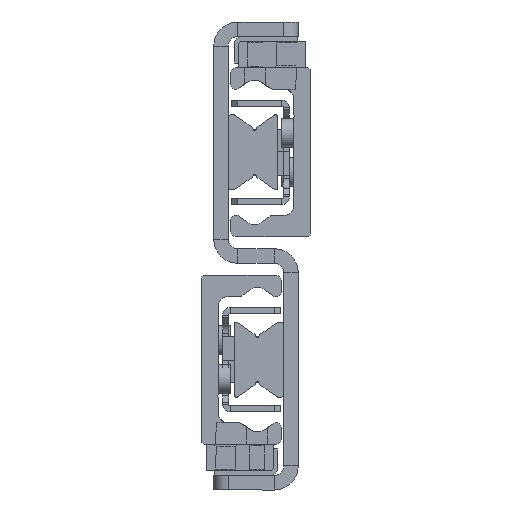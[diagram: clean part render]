
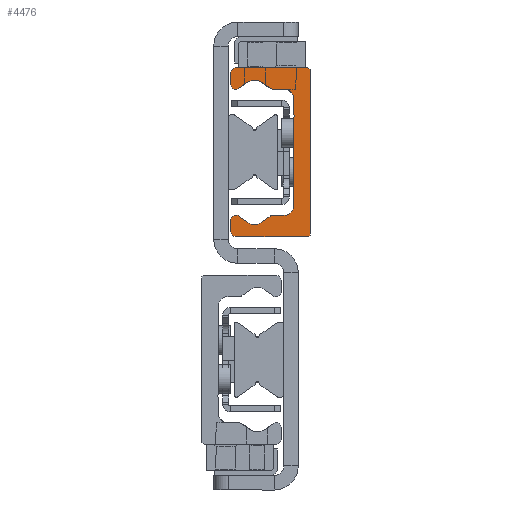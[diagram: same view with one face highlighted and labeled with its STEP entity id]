
A CAD part, left-side view. The second image highlights one B-rep face of the part: STEP entity #4476.
In plain terms, the highlighted planar face has unit normal (-1, 0, 0).
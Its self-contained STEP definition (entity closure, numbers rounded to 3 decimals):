
#3294=CARTESIAN_POINT('',(0.0,4.75,-11.1));
#3295=VERTEX_POINT('',#3294);
#3302=CARTESIAN_POINT('',(0.0,2.75,-13.1));
#3303=VERTEX_POINT('',#3302);
#3304=CARTESIAN_POINT('',(0.0,2.75,-11.1));
#3305=DIRECTION('',(-1.0,0.0,0.0));
#3306=DIRECTION('',(0.0,0.0,1.0));
#3307=AXIS2_PLACEMENT_3D('',#3304,#3305,#3306);
#3308=CIRCLE('',#3307,2.);
#3309=EDGE_CURVE('',#3295,#3303,#3308,.T.);
#3498=CARTESIAN_POINT('',(0.0,-0.14,-13.281));
#3499=VERTEX_POINT('',#3498);
#3506=CARTESIAN_POINT('',(0.0,-1.916,-14.524));
#3507=VERTEX_POINT('',#3506);
#3508=CARTESIAN_POINT('',(0.0,-0.14,-13.281));
#3509=DIRECTION('',(0.0,-0.819,-0.574));
#3510=VECTOR('',#3509,2.168);
#3511=LINE('',#3508,#3510);
#3512=EDGE_CURVE('',#3499,#3507,#3511,.T.);
#3637=CARTESIAN_POINT('',(0.0,8.25,16.85));
#3638=VERTEX_POINT('',#3637);
#3645=CARTESIAN_POINT('',(0.0,7.6,17.5));
#3646=VERTEX_POINT('',#3645);
#3647=CARTESIAN_POINT('',(0.0,7.6,16.85));
#3648=DIRECTION('',(1.0,0.0,0.0));
#3649=DIRECTION('',(0.0,1.0,0.0));
#3650=AXIS2_PLACEMENT_3D('',#3647,#3648,#3649);
#3651=CIRCLE('',#3650,0.65);
#3652=EDGE_CURVE('',#3638,#3646,#3651,.T.);
#3676=CARTESIAN_POINT('',(0.0,8.25,-16.85));
#3677=VERTEX_POINT('',#3676);
#3684=CARTESIAN_POINT('',(0.0,8.25,-16.85));
#3685=DIRECTION('',(0.0,0.0,1.0));
#3686=VECTOR('',#3685,33.7);
#3687=LINE('',#3684,#3686);
#3688=EDGE_CURVE('',#3677,#3638,#3687,.T.);
#3738=CARTESIAN_POINT('',(0.0,7.6,-17.5));
#3739=VERTEX_POINT('',#3738);
#3746=CARTESIAN_POINT('',(0.0,7.6,-16.85));
#3747=DIRECTION('',(1.0,0.0,0.0));
#3748=DIRECTION('',(0.0,0.0,-1.0));
#3749=AXIS2_PLACEMENT_3D('',#3746,#3747,#3748);
#3750=CIRCLE('',#3749,0.65);
#3751=EDGE_CURVE('',#3739,#3677,#3750,.T.);
#3770=CARTESIAN_POINT('',(0.0,-7.25,-17.5));
#3771=VERTEX_POINT('',#3770);
#3778=CARTESIAN_POINT('',(0.0,-7.25,-17.5));
#3779=DIRECTION('',(0.0,1.0,0.0));
#3780=VECTOR('',#3779,14.85);
#3781=LINE('',#3778,#3780);
#3782=EDGE_CURVE('',#3771,#3739,#3781,.T.);
#3814=CARTESIAN_POINT('',(0.0,-8.25,-16.5));
#3815=VERTEX_POINT('',#3814);
#3822=CARTESIAN_POINT('',(0.0,-7.25,-16.5));
#3823=DIRECTION('',(1.0,0.0,0.0));
#3824=DIRECTION('',(0.0,-1.0,0.0));
#3825=AXIS2_PLACEMENT_3D('',#3822,#3823,#3824);
#3826=CIRCLE('',#3825,1.);
#3827=EDGE_CURVE('',#3815,#3771,#3826,.T.);
#3846=CARTESIAN_POINT('',(0.0,-8.25,-13.98));
#3847=VERTEX_POINT('',#3846);
#3854=CARTESIAN_POINT('',(0.0,-8.25,-13.98));
#3855=DIRECTION('',(0.0,0.0,-1.0));
#3856=VECTOR('',#3855,2.52);
#3857=LINE('',#3854,#3856);
#3858=EDGE_CURVE('',#3847,#3815,#3857,.T.);
#3878=CARTESIAN_POINT('',(0.0,-6.708,-13.177));
#3879=VERTEX_POINT('',#3878);
#3886=CARTESIAN_POINT('',(0.0,-7.27,-13.98));
#3887=DIRECTION('',(1.0,0.0,0.0));
#3888=DIRECTION('',(0.0,0.574,0.819));
#3889=AXIS2_PLACEMENT_3D('',#3886,#3887,#3888);
#3890=CIRCLE('',#3889,0.98);
#3891=EDGE_CURVE('',#3879,#3847,#3890,.T.);
#3903=CARTESIAN_POINT('',(0.0,-4.784,-14.524));
#3904=VERTEX_POINT('',#3903);
#3911=CARTESIAN_POINT('',(0.0,-4.784,-14.524));
#3912=DIRECTION('',(0.0,-0.819,0.574));
#3913=VECTOR('',#3912,2.349);
#3914=LINE('',#3911,#3913);
#3915=EDGE_CURVE('',#3904,#3879,#3914,.T.);
#3937=CARTESIAN_POINT('',(0.0,-3.35,-12.477));
#3938=DIRECTION('',(-1.0,0.0,0.0));
#3939=DIRECTION('',(0.0,0.574,0.819));
#3940=AXIS2_PLACEMENT_3D('',#3937,#3938,#3939);
#3941=CIRCLE('',#3940,2.5);
#3942=EDGE_CURVE('',#3507,#3904,#3941,.T.);
#3962=CARTESIAN_POINT('',(0.0,0.433,-13.1));
#3963=VERTEX_POINT('',#3962);
#3970=CARTESIAN_POINT('',(0.0,0.433,-14.1));
#3971=DIRECTION('',(1.0,0.0,0.0));
#3972=DIRECTION('',(0.0,0.0,1.0));
#3973=AXIS2_PLACEMENT_3D('',#3970,#3971,#3972);
#3974=CIRCLE('',#3973,1.);
#3975=EDGE_CURVE('',#3963,#3499,#3974,.T.);
#3990=CARTESIAN_POINT('',(0.0,2.75,-13.1));
#3991=DIRECTION('',(0.0,-1.0,0.0));
#3992=VECTOR('',#3991,2.317);
#3993=LINE('',#3990,#3992);
#3994=EDGE_CURVE('',#3303,#3963,#3993,.T.);
#4020=CARTESIAN_POINT('',(0.0,4.75,-7.75));
#4021=VERTEX_POINT('',#4020);
#4028=CARTESIAN_POINT('',(0.0,4.75,-7.75));
#4029=DIRECTION('',(0.0,0.0,-1.0));
#4030=VECTOR('',#4029,3.35);
#4031=LINE('',#4028,#4030);
#4032=EDGE_CURVE('',#4021,#3295,#4031,.T.);
#4052=CARTESIAN_POINT('',(0.0,4.75,-7.25));
#4053=VERTEX_POINT('',#4052);
#4060=CARTESIAN_POINT('',(0.0,4.75,-7.5));
#4061=DIRECTION('',(-1.0,0.0,0.0));
#4062=DIRECTION('',(0.0,0.0,1.0));
#4063=AXIS2_PLACEMENT_3D('',#4060,#4061,#4062);
#4064=CIRCLE('',#4063,0.25);
#4065=EDGE_CURVE('',#4053,#4021,#4064,.T.);
#4084=CARTESIAN_POINT('',(0.0,4.75,11.1));
#4085=VERTEX_POINT('',#4084);
#4092=CARTESIAN_POINT('',(0.0,4.75,11.1));
#4093=DIRECTION('',(0.0,0.0,-1.0));
#4094=VECTOR('',#4093,18.35);
#4095=LINE('',#4092,#4094);
#4096=EDGE_CURVE('',#4085,#4053,#4095,.T.);
#4146=CARTESIAN_POINT('',(0.0,2.75,13.1));
#4147=VERTEX_POINT('',#4146);
#4154=CARTESIAN_POINT('',(0.0,2.75,11.1));
#4155=DIRECTION('',(-1.0,0.0,0.0));
#4156=DIRECTION('',(0.0,-1.0,0.0));
#4157=AXIS2_PLACEMENT_3D('',#4154,#4155,#4156);
#4158=CIRCLE('',#4157,2.);
#4159=EDGE_CURVE('',#4147,#4085,#4158,.T.);
#4178=CARTESIAN_POINT('',(0.0,0.433,13.1));
#4179=VERTEX_POINT('',#4178);
#4186=CARTESIAN_POINT('',(0.0,0.433,13.1));
#4187=DIRECTION('',(0.0,1.0,0.0));
#4188=VECTOR('',#4187,2.317);
#4189=LINE('',#4186,#4188);
#4190=EDGE_CURVE('',#4179,#4147,#4189,.T.);
#4210=CARTESIAN_POINT('',(0.0,-0.14,13.281));
#4211=VERTEX_POINT('',#4210);
#4218=CARTESIAN_POINT('',(0.0,0.433,14.1));
#4219=DIRECTION('',(1.0,0.0,0.0));
#4220=DIRECTION('',(0.0,-0.574,-0.819));
#4221=AXIS2_PLACEMENT_3D('',#4218,#4219,#4220);
#4222=CIRCLE('',#4221,1.);
#4223=EDGE_CURVE('',#4211,#4179,#4222,.T.);
#4242=CARTESIAN_POINT('',(0.0,-1.916,14.524));
#4243=VERTEX_POINT('',#4242);
#4250=CARTESIAN_POINT('',(0.0,-1.916,14.524));
#4251=DIRECTION('',(0.0,0.819,-0.574));
#4252=VECTOR('',#4251,2.168);
#4253=LINE('',#4250,#4252);
#4254=EDGE_CURVE('',#4243,#4211,#4253,.T.);
#4274=CARTESIAN_POINT('',(0.0,-4.784,14.524));
#4275=VERTEX_POINT('',#4274);
#4282=CARTESIAN_POINT('',(0.0,-3.35,12.477));
#4283=DIRECTION('',(-1.0,0.0,0.0));
#4284=DIRECTION('',(0.0,-0.574,-0.819));
#4285=AXIS2_PLACEMENT_3D('',#4282,#4283,#4284);
#4286=CIRCLE('',#4285,2.5);
#4287=EDGE_CURVE('',#4275,#4243,#4286,.T.);
#4306=CARTESIAN_POINT('',(0.0,-6.708,13.177));
#4307=VERTEX_POINT('',#4306);
#4314=CARTESIAN_POINT('',(0.0,-6.708,13.177));
#4315=DIRECTION('',(0.0,0.819,0.574));
#4316=VECTOR('',#4315,2.349);
#4317=LINE('',#4314,#4316);
#4318=EDGE_CURVE('',#4307,#4275,#4317,.T.);
#4338=CARTESIAN_POINT('',(0.0,-8.25,13.98));
#4339=VERTEX_POINT('',#4338);
#4346=CARTESIAN_POINT('',(0.0,-7.27,13.98));
#4347=DIRECTION('',(1.0,0.0,0.0));
#4348=DIRECTION('',(0.0,-1.0,0.0));
#4349=AXIS2_PLACEMENT_3D('',#4346,#4347,#4348);
#4350=CIRCLE('',#4349,0.98);
#4351=EDGE_CURVE('',#4339,#4307,#4350,.T.);
#4370=CARTESIAN_POINT('',(0.0,-8.25,16.5));
#4371=VERTEX_POINT('',#4370);
#4378=CARTESIAN_POINT('',(0.0,-8.25,16.5));
#4379=DIRECTION('',(0.0,0.0,-1.0));
#4380=VECTOR('',#4379,2.52);
#4381=LINE('',#4378,#4380);
#4382=EDGE_CURVE('',#4371,#4339,#4381,.T.);
#4402=CARTESIAN_POINT('',(0.0,-7.25,17.5));
#4403=VERTEX_POINT('',#4402);
#4410=CARTESIAN_POINT('',(0.0,-7.25,16.5));
#4411=DIRECTION('',(1.0,0.0,0.0));
#4412=DIRECTION('',(0.0,0.0,1.0));
#4413=AXIS2_PLACEMENT_3D('',#4410,#4411,#4412);
#4414=CIRCLE('',#4413,1.);
#4415=EDGE_CURVE('',#4403,#4371,#4414,.T.);
#4433=CARTESIAN_POINT('',(0.0,7.6,17.5));
#4434=DIRECTION('',(0.0,-1.0,0.0));
#4435=VECTOR('',#4434,14.85);
#4436=LINE('',#4433,#4435);
#4437=EDGE_CURVE('',#3646,#4403,#4436,.T.);
#4443=CARTESIAN_POINT('',(0.0,2.258,-0.017));
#4444=DIRECTION('',(1.0,0.0,0.0));
#4445=DIRECTION('',(0.0,0.0,-1.0));
#4446=AXIS2_PLACEMENT_3D('',#4443,#4444,#4445);
#4447=PLANE('',#4446);
#4448=ORIENTED_EDGE('',*,*,#4437,.F.);
#4449=ORIENTED_EDGE('',*,*,#3652,.F.);
#4450=ORIENTED_EDGE('',*,*,#3688,.F.);
#4451=ORIENTED_EDGE('',*,*,#3751,.F.);
#4452=ORIENTED_EDGE('',*,*,#3782,.F.);
#4453=ORIENTED_EDGE('',*,*,#3827,.F.);
#4454=ORIENTED_EDGE('',*,*,#3858,.F.);
#4455=ORIENTED_EDGE('',*,*,#3891,.F.);
#4456=ORIENTED_EDGE('',*,*,#3915,.F.);
#4457=ORIENTED_EDGE('',*,*,#3942,.F.);
#4458=ORIENTED_EDGE('',*,*,#3512,.F.);
#4459=ORIENTED_EDGE('',*,*,#3975,.F.);
#4460=ORIENTED_EDGE('',*,*,#3994,.F.);
#4461=ORIENTED_EDGE('',*,*,#3309,.F.);
#4462=ORIENTED_EDGE('',*,*,#4032,.F.);
#4463=ORIENTED_EDGE('',*,*,#4065,.F.);
#4464=ORIENTED_EDGE('',*,*,#4096,.F.);
#4465=ORIENTED_EDGE('',*,*,#4159,.F.);
#4466=ORIENTED_EDGE('',*,*,#4190,.F.);
#4467=ORIENTED_EDGE('',*,*,#4223,.F.);
#4468=ORIENTED_EDGE('',*,*,#4254,.F.);
#4469=ORIENTED_EDGE('',*,*,#4287,.F.);
#4470=ORIENTED_EDGE('',*,*,#4318,.F.);
#4471=ORIENTED_EDGE('',*,*,#4351,.F.);
#4472=ORIENTED_EDGE('',*,*,#4382,.F.);
#4473=ORIENTED_EDGE('',*,*,#4415,.F.);
#4474=EDGE_LOOP('',(#4448,#4449,#4450,#4451,#4452,#4453,#4454,#4455,#4456,#4457,#4458,#4459,#4460,#4461,#4462,#4463,#4464,#4465,#4466,#4467,#4468,#4469,#4470,#4471,#4472,#4473));
#4475=FACE_OUTER_BOUND('',#4474,.T.);
#4476=ADVANCED_FACE('',(#4475),#4447,.F.);
